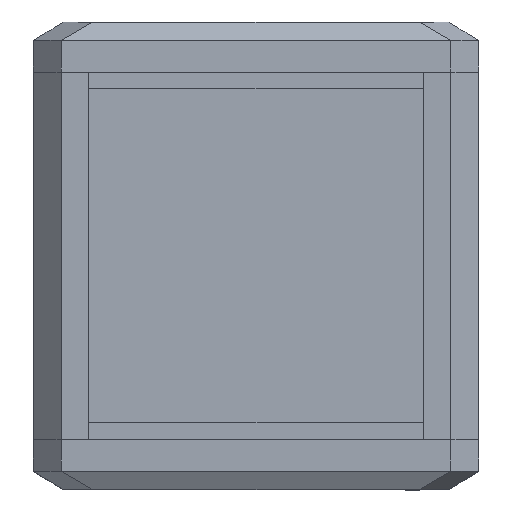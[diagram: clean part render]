
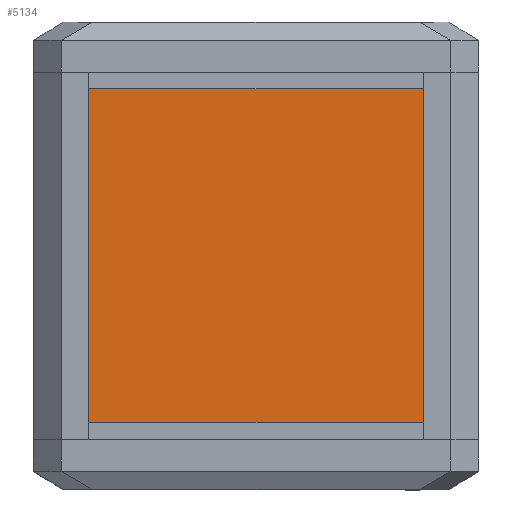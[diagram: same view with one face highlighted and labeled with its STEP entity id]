
A CAD part, top view. The second image highlights one B-rep face of the part: STEP entity #5134.
In plain terms, the highlighted face is planar.
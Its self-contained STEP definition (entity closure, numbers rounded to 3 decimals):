
#332=FACE_OUTER_BOUND('',#602,.T.);
#602=EDGE_LOOP('',(#4030,#4031,#4032,#4033));
#1180=LINE('',#7756,#1782);
#1181=LINE('',#7758,#1783);
#1182=LINE('',#7760,#1784);
#1183=LINE('',#7761,#1785);
#1782=VECTOR('',#6321,66.);
#1783=VECTOR('',#6322,64.);
#1784=VECTOR('',#6323,66.);
#1785=VECTOR('',#6324,64.);
#2308=VERTEX_POINT('',#7754);
#2309=VERTEX_POINT('',#7755);
#2310=VERTEX_POINT('',#7757);
#2311=VERTEX_POINT('',#7759);
#2926=EDGE_CURVE('',#2308,#2309,#1180,.T.);
#2927=EDGE_CURVE('',#2309,#2310,#1181,.T.);
#2928=EDGE_CURVE('',#2310,#2311,#1182,.T.);
#2929=EDGE_CURVE('',#2311,#2308,#1183,.T.);
#4030=ORIENTED_EDGE('',*,*,#2926,.T.);
#4031=ORIENTED_EDGE('',*,*,#2927,.T.);
#4032=ORIENTED_EDGE('',*,*,#2928,.T.);
#4033=ORIENTED_EDGE('',*,*,#2929,.T.);
#4898=PLANE('',#5455);
#5134=ADVANCED_FACE('',(#332),#4898,.T.);
#5455=AXIS2_PLACEMENT_3D('',#7753,#6319,#6320);
#6319=DIRECTION('center_axis',(0.,0.,-1.));
#6320=DIRECTION('ref_axis',(-1.,0.,0.));
#6321=DIRECTION('',(1.,0.,0.));
#6322=DIRECTION('',(0.,-1.,0.));
#6323=DIRECTION('',(-1.,0.,0.));
#6324=DIRECTION('',(0.,1.,0.));
#7753=CARTESIAN_POINT('Origin',(0.,0.,-0.75));
#7754=CARTESIAN_POINT('',(-33.,32.,-0.75));
#7755=CARTESIAN_POINT('',(33.,32.,-0.75));
#7756=CARTESIAN_POINT('',(-33.,32.,-0.75));
#7757=CARTESIAN_POINT('',(33.,-32.,-0.75));
#7758=CARTESIAN_POINT('',(33.,32.,-0.75));
#7759=CARTESIAN_POINT('',(-33.,-32.,-0.75));
#7760=CARTESIAN_POINT('',(33.,-32.,-0.75));
#7761=CARTESIAN_POINT('',(-33.,-32.,-0.75));
